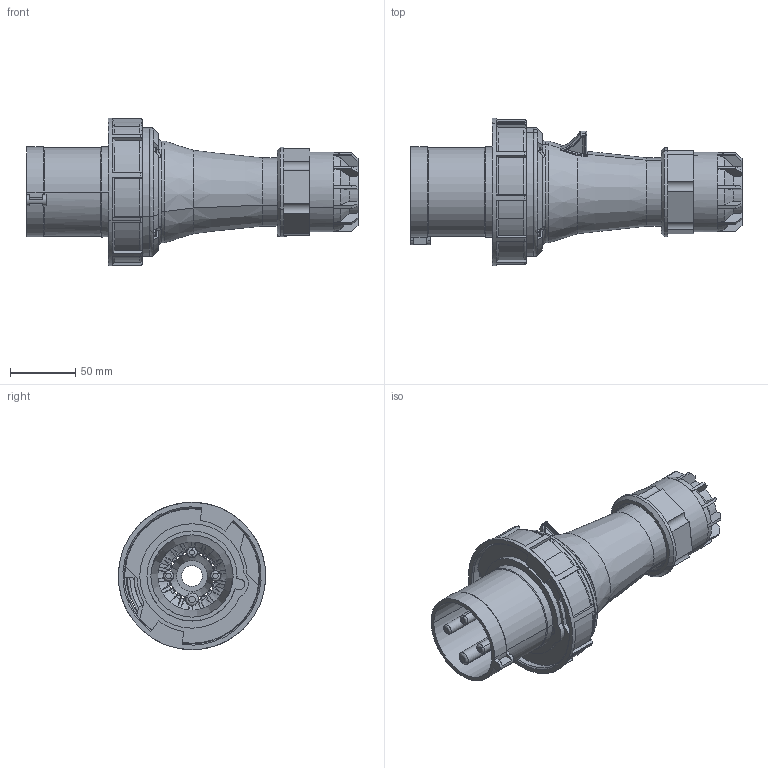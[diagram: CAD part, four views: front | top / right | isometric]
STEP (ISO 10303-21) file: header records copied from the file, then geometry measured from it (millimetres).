
FILE_DESCRIPTION (( 'STEP AP214' ), '1' );
FILE_NAME ('DEP2-0342.STEP', '2025-01-05T05:38:10', ( '' ), ( '' ), 'SwSTEP 2.0', 'SolidWorks 2022', '' );
FILE_SCHEMA (( 'AUTOMOTIVE_DESIGN' ));
Length unit declared in the file: millimetre
Products named in the file (1): DEP2-0342
Bounding box: 254.5 x 112.89 x 112.89 mm (x, y, z)
Surface area: 131688.4 mm2 (no closed solid volume)
Topology: 0 solids, 42 shells, 747 faces, 2692 edges, 1906 vertices
Faces by surface type: plane 322, cylinder 183, bspline 109, cone 68, torus 56, sphere 9
Entity records: 47444 total; most frequent: CARTESIAN_POINT 18243, ORIENTED_EDGE 4401, DIRECTION 3739, EDGE_CURVE 2684, VERTEX_POINT 1905, LINE 1251, VECTOR 1251, AXIS2_PLACEMENT_3D 1244
